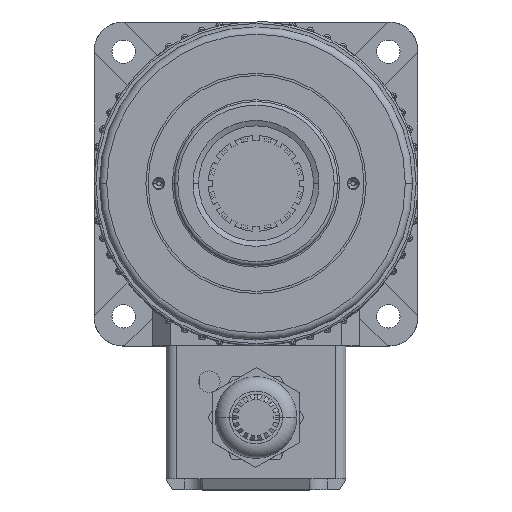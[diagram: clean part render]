
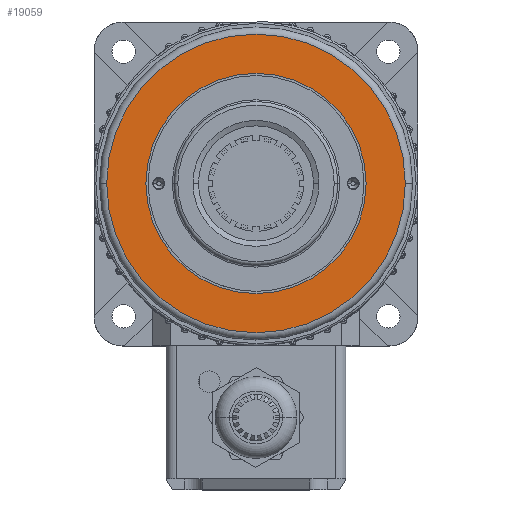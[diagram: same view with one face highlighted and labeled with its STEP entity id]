
A CAD part, top view. The second image highlights one B-rep face of the part: STEP entity #19059.
In plain terms, the highlighted planar face has unit normal (0, 0, 1).
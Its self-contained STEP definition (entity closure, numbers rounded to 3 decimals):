
#281 = EDGE_CURVE ( 'NONE', #21286, #16840, #19572, .T. ) ;
#431 = DIRECTION ( 'NONE',  ( 0., 0., 1. ) ) ;
#689 = CIRCLE ( 'NONE', #21809, 41.5 ) ;
#760 = EDGE_CURVE ( 'NONE', #16840, #21286, #7100, .T. ) ;
#1548 = AXIS2_PLACEMENT_3D ( 'NONE', #11871, #431, #13764 ) ;
#1634 = DIRECTION ( 'NONE',  ( 0., 0., 1. ) ) ;
#2286 = FACE_OUTER_BOUND ( 'NONE', #8031, .T. ) ;
#4777 = VERTEX_POINT ( 'NONE', #20823 ) ;
#5987 = EDGE_LOOP ( 'NONE', ( #11696, #20163 ) ) ;
#6072 = AXIS2_PLACEMENT_3D ( 'NONE', #13028, #1634, #14944 ) ;
#6970 = CARTESIAN_POINT ( 'NONE',  ( 30.6, 0., 97. ) ) ;
#6973 = DIRECTION ( 'NONE',  ( 1., 0., 0. ) ) ;
#7100 = CIRCLE ( 'NONE', #6072, 30.6 ) ;
#7148 = CARTESIAN_POINT ( 'NONE',  ( -41.5, 0., 97. ) ) ;
#8031 = EDGE_LOOP ( 'NONE', ( #11156, #16476 ) ) ;
#8820 = CARTESIAN_POINT ( 'NONE',  ( 0., 0., 97. ) ) ;
#9407 = DIRECTION ( 'NONE',  ( 0., 0., 1. ) ) ;
#9835 = DIRECTION ( 'NONE',  ( 0., 0., 1. ) ) ;
#11156 = ORIENTED_EDGE ( 'NONE', *, *, #14341, .T. ) ;
#11696 = ORIENTED_EDGE ( 'NONE', *, *, #281, .F. ) ;
#11871 = CARTESIAN_POINT ( 'NONE',  ( 0., 0., 97. ) ) ;
#13028 = CARTESIAN_POINT ( 'NONE',  ( 0., 0., 97. ) ) ;
#13328 = CIRCLE ( 'NONE', #1548, 41.5 ) ;
#13764 = DIRECTION ( 'NONE',  ( 1., 0., 0. ) ) ;
#14341 = EDGE_CURVE ( 'NONE', #4777, #17466, #13328, .T. ) ;
#14929 = AXIS2_PLACEMENT_3D ( 'NONE', #8820, #18383, #6973 ) ;
#14944 = DIRECTION ( 'NONE',  ( 1., 0., 0. ) ) ;
#15922 = AXIS2_PLACEMENT_3D ( 'NONE', #20785, #9407, #22700 ) ;
#16476 = ORIENTED_EDGE ( 'NONE', *, *, #20953, .T. ) ;
#16840 = VERTEX_POINT ( 'NONE', #22478 ) ;
#16877 = FACE_BOUND ( 'NONE', #5987, .T. ) ;
#17466 = VERTEX_POINT ( 'NONE', #7148 ) ;
#18383 = DIRECTION ( 'NONE',  ( 0., 0., 1. ) ) ;
#19059 = ADVANCED_FACE ( 'NONE', ( #2286, #16877 ), #20118, .T. ) ;
#19572 = CIRCLE ( 'NONE', #15922, 30.6 ) ;
#20118 = PLANE ( 'NONE',  #14929 ) ;
#20163 = ORIENTED_EDGE ( 'NONE', *, *, #760, .F. ) ;
#20785 = CARTESIAN_POINT ( 'NONE',  ( 0., 0., 97. ) ) ;
#20823 = CARTESIAN_POINT ( 'NONE',  ( 41.5, 0., 97. ) ) ;
#20953 = EDGE_CURVE ( 'NONE', #17466, #4777, #689, .T. ) ;
#21209 = CARTESIAN_POINT ( 'NONE',  ( 0., 0., 97. ) ) ;
#21286 = VERTEX_POINT ( 'NONE', #6970 ) ;
#21809 = AXIS2_PLACEMENT_3D ( 'NONE', #21209, #9835, #23108 ) ;
#22478 = CARTESIAN_POINT ( 'NONE',  ( -30.6, 0., 97. ) ) ;
#22700 = DIRECTION ( 'NONE',  ( 1., 0., 0. ) ) ;
#23108 = DIRECTION ( 'NONE',  ( 1., 0., 0. ) ) ;
